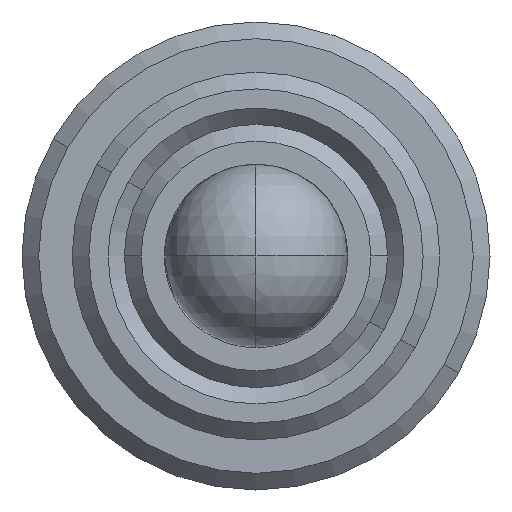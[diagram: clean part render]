
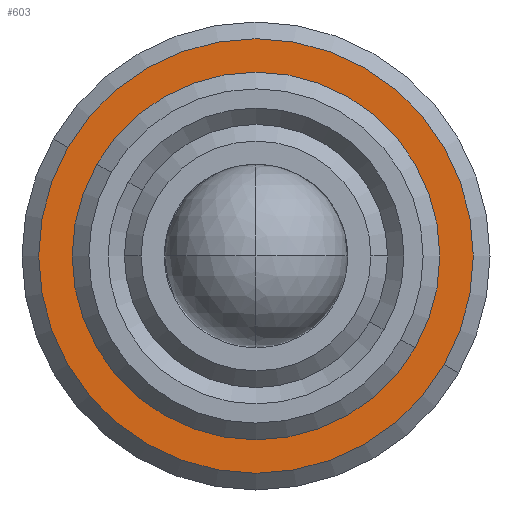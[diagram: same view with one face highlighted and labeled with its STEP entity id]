
A CAD part, left-side view. The second image highlights one B-rep face of the part: STEP entity #603.
In plain terms, the highlighted planar face has unit normal (-1, 0, 0).
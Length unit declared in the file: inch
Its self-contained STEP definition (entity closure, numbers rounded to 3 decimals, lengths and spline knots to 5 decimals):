
#337 = ORIENTED_EDGE ( 'NONE', *, *, #545, .T. ) ;
#390 = CIRCLE ( 'NONE', #627, 0.11 ) ;
#429 = VERTEX_POINT ( 'NONE', #1362 ) ;
#451 = CARTESIAN_POINT ( 'NONE',  ( -0.28532, -0.14502, 0.45592 ) ) ;
#505 = DIRECTION ( 'NONE',  ( 0., -0.866, -0.5 ) ) ;
#530 = EDGE_CURVE ( 'NONE', #886, #2322, #2097, .T. ) ;
#542 = CARTESIAN_POINT ( 'NONE',  ( -0.28532, -0.24027, 0.4009 ) ) ;
#545 = EDGE_CURVE ( 'NONE', #1109, #429, #1804, .T. ) ;
#603 = ADVANCED_FACE ( 'NONE', ( #1269, #1575 ), #877, .F. ) ;
#627 = AXIS2_PLACEMENT_3D ( 'NONE', #1953, #855, #505 ) ;
#652 = ORIENTED_EDGE ( 'NONE', *, *, #1673, .T. ) ;
#682 = DIRECTION ( 'NONE',  ( 0., -0.866, -0.5 ) ) ;
#721 = CARTESIAN_POINT ( 'NONE',  ( -0.28532, -0.14502, 0.45592 ) ) ;
#803 = DIRECTION ( 'NONE',  ( 0., -0.866, -0.5 ) ) ;
#855 = DIRECTION ( 'NONE',  ( 1., 0., 0. ) ) ;
#867 = CARTESIAN_POINT ( 'NONE',  ( -0.28532, -0.14502, 0.45592 ) ) ;
#877 = PLANE ( 'NONE',  #2194 ) ;
#886 = VERTEX_POINT ( 'NONE', #1093 ) ;
#958 = DIRECTION ( 'NONE',  ( -1., 0., 0. ) ) ;
#1037 = ORIENTED_EDGE ( 'NONE', *, *, #1209, .T. ) ;
#1093 = CARTESIAN_POINT ( 'NONE',  ( -0.28532, -0.04976, 0.51093 ) ) ;
#1109 = VERTEX_POINT ( 'NONE', #1448 ) ;
#1137 = ORIENTED_EDGE ( 'NONE', *, *, #530, .T. ) ;
#1209 = EDGE_CURVE ( 'NONE', #429, #1109, #2149, .T. ) ;
#1260 = DIRECTION ( 'NONE',  ( 0., -0.866, -0.5 ) ) ;
#1269 = FACE_OUTER_BOUND ( 'NONE', #1547, .T. ) ;
#1362 = CARTESIAN_POINT ( 'NONE',  ( -0.28532, -0.25759, 0.3909 ) ) ;
#1406 = DIRECTION ( 'NONE',  ( 1., 0., 0. ) ) ;
#1448 = CARTESIAN_POINT ( 'NONE',  ( -0.28532, -0.03244, 0.52093 ) ) ;
#1500 = CARTESIAN_POINT ( 'NONE',  ( -0.28532, -0.14502, 0.45592 ) ) ;
#1547 = EDGE_LOOP ( 'NONE', ( #1037, #337 ) ) ;
#1570 = AXIS2_PLACEMENT_3D ( 'NONE', #721, #2166, #1260 ) ;
#1575 = FACE_BOUND ( 'NONE', #1925, .T. ) ;
#1673 = EDGE_CURVE ( 'NONE', #2322, #886, #390, .T. ) ;
#1695 = AXIS2_PLACEMENT_3D ( 'NONE', #451, #1701, #2072 ) ;
#1701 = DIRECTION ( 'NONE',  ( -1., 0., 0. ) ) ;
#1804 = CIRCLE ( 'NONE', #1695, 0.13 ) ;
#1925 = EDGE_LOOP ( 'NONE', ( #1137, #652 ) ) ;
#1953 = CARTESIAN_POINT ( 'NONE',  ( -0.28532, -0.14502, 0.45592 ) ) ;
#2072 = DIRECTION ( 'NONE',  ( 0., -0.866, -0.5 ) ) ;
#2097 = CIRCLE ( 'NONE', #1570, 0.11 ) ;
#2149 = CIRCLE ( 'NONE', #2289, 0.13 ) ;
#2166 = DIRECTION ( 'NONE',  ( 1., 0., 0. ) ) ;
#2194 = AXIS2_PLACEMENT_3D ( 'NONE', #867, #1406, #682 ) ;
#2289 = AXIS2_PLACEMENT_3D ( 'NONE', #1500, #958, #803 ) ;
#2322 = VERTEX_POINT ( 'NONE', #542 ) ;
